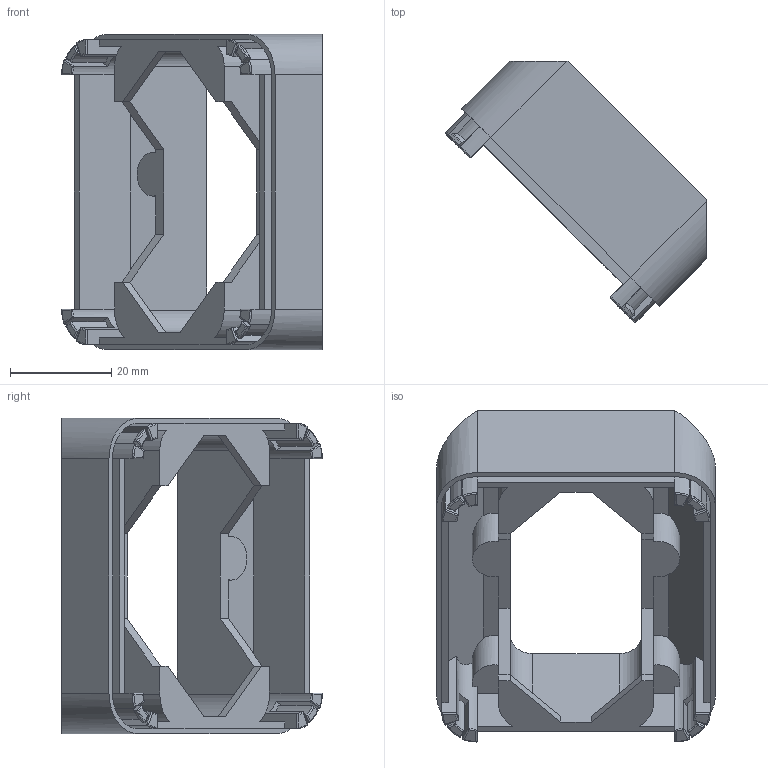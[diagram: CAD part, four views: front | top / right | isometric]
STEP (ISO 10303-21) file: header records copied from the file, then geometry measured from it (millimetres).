
FILE_DESCRIPTION(/* description */ (''),/* implementation_level */ '2;1');
FILE_NAME(/* name */ 'ESPHome Multi-Sensor-Enclosure Back Body.step',/* time_stamp */ '2025-04-11T13:56:50-05:00',/* author */ (''),/* organization */ (''),/* preprocessor_version */ 'ST-DEVELOPER v20.1',/* originating_system */ 'Autodesk Translation Framework v14.4.0.0',/* authorisation */ '');
FILE_SCHEMA (('AUTOMOTIVE_DESIGN { 1 0 10303 214 3 1 1 }'));
Length unit declared in the file: millimetre
Products named in the file (1): ESPHome Multi-Sensor-Enclosure
Bounding box: 51.44 x 51.44 x 62.2 mm (x, y, z)
Volume: 20843.8 mm3; surface area: 17762.7 mm2
Topology: 1 solids, 1 shells, 224 faces, 564 edges, 352 vertices
Faces by surface type: plane 110, cylinder 82, torus 28, cone 4
Full cylindrical faces by diameter (mm): 4 x6
Entity records: 7207 total; most frequent: CARTESIAN_POINT 1765, DIRECTION 1140, ORIENTED_EDGE 1128, EDGE_CURVE 564, AXIS2_PLACEMENT_3D 399, VERTEX_POINT 352, LINE 342, VECTOR 342
